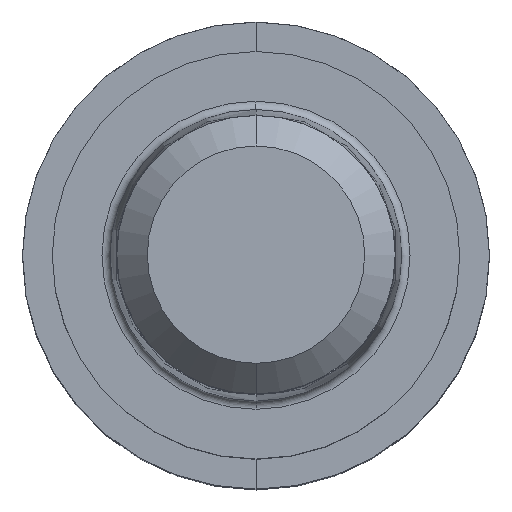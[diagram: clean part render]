
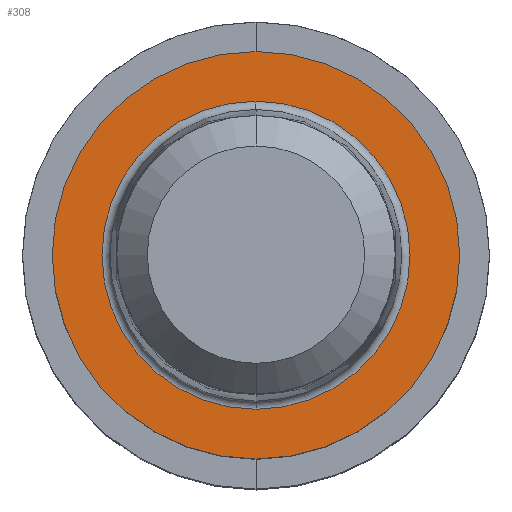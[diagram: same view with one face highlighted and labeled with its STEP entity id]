
A CAD part, top view. The second image highlights one B-rep face of the part: STEP entity #308.
In plain terms, the highlighted planar face has unit normal (0, 0, 1).
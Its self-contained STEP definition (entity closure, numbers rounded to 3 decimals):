
#260=VERTEX_POINT('',#563);
#286=VERTEX_POINT('',#593);
#308=ADVANCED_FACE('',(#618,#619),#620,.T.);
#330=EDGE_CURVE('',#260,#286,#643,.T.);
#338=VERTEX_POINT('',#652);
#366=EDGE_CURVE('',#286,#260,#683,.T.);
#384=EDGE_CURVE('',#388,#338,#705,.T.);
#388=VERTEX_POINT('',#709);
#414=EDGE_CURVE('',#338,#388,#737,.T.);
#563=CARTESIAN_POINT('',(0.0,5.935,0.01));
#593=CARTESIAN_POINT('',(0.,-5.935,0.01));
#618=FACE_OUTER_BOUND('',#972,.T.);
#619=FACE_BOUND('',#973,.T.);
#620=PLANE('',#974);
#643=CIRCLE('',#1003,5.935);
#652=CARTESIAN_POINT('',(0.,-7.85,0.01));
#683=CIRCLE('',#1058,5.935);
#705=CIRCLE('',#1088,7.85);
#709=CARTESIAN_POINT('',(0.0,7.85,0.01));
#737=CIRCLE('',#1130,7.85);
#972=EDGE_LOOP('',(#1366,#1367));
#973=EDGE_LOOP('',(#1368,#1369));
#974=AXIS2_PLACEMENT_3D('',#1370,#1371,#1372);
#1003=AXIS2_PLACEMENT_3D('',#1395,#1396,#1397);
#1058=AXIS2_PLACEMENT_3D('',#1457,#1458,#1459);
#1088=AXIS2_PLACEMENT_3D('',#1490,#1491,#1492);
#1130=AXIS2_PLACEMENT_3D('',#1521,#1522,#1523);
#1366=ORIENTED_EDGE('',*,*,#384,.F.);
#1367=ORIENTED_EDGE('',*,*,#414,.F.);
#1368=ORIENTED_EDGE('',*,*,#330,.T.);
#1369=ORIENTED_EDGE('',*,*,#366,.T.);
#1370=CARTESIAN_POINT('',(0.0,3.925,0.01));
#1371=DIRECTION('',(-0.0,0.0,1.0));
#1372=DIRECTION('',(0.0,-1.0,0.0));
#1395=CARTESIAN_POINT('',(0.0,0.0,0.01));
#1396=DIRECTION('',(0.0,0.0,-1.0));
#1397=DIRECTION('',(0.0,1.0,0.0));
#1457=CARTESIAN_POINT('',(0.0,0.0,0.01));
#1458=DIRECTION('',(0.0,0.0,-1.0));
#1459=DIRECTION('',(0.0,1.0,0.0));
#1490=CARTESIAN_POINT('',(0.0,0.0,0.01));
#1491=DIRECTION('',(0.0,0.0,-1.0));
#1492=DIRECTION('',(0.0,1.0,0.0));
#1521=CARTESIAN_POINT('',(0.0,0.0,0.01));
#1522=DIRECTION('',(0.0,0.0,-1.0));
#1523=DIRECTION('',(0.0,1.0,0.0));
